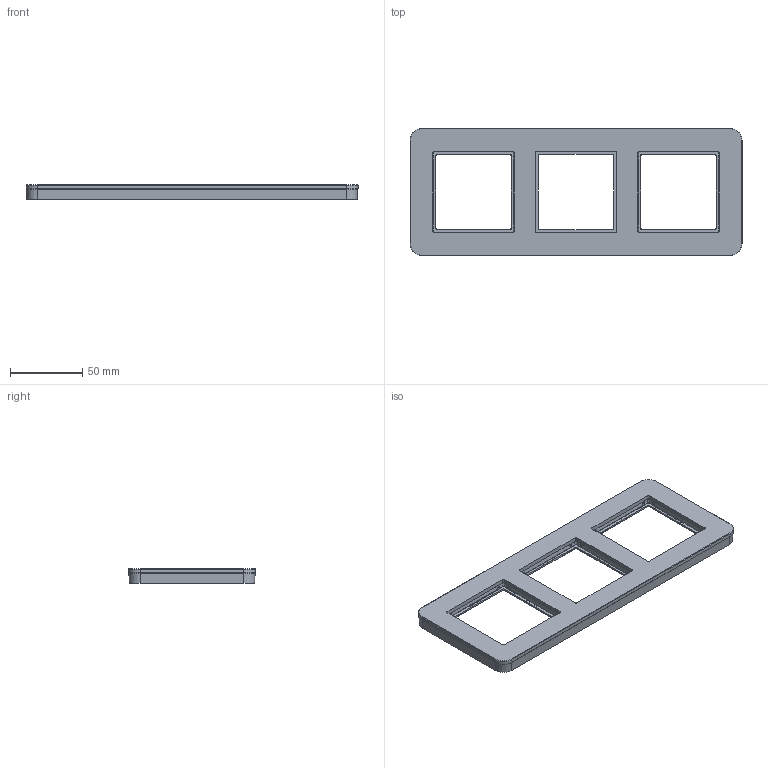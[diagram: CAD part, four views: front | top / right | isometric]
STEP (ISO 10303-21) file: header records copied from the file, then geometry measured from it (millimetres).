
FILE_DESCRIPTION((''),'2;1');
FILE_NAME('WAD9300GBM_ASM','2025-02-24T12:15:45',('andolfs'),(''),'CREO PARAMETRIC BY PTC INC, 2023154','CREO PARAMETRIC BY PTC INC, 2023154','');
FILE_SCHEMA(('CONFIG_CONTROL_DESIGN','SHAPE_APPEARANCE_LAYERS_GROUPS'));
Products named in the file (8): W4G0213_18; W4H0009_18; W1A2406_86; W1A2411_GP; 9204676000_KLEBEPAD; 9204677000_KLEBEPAD; W2A0578_00_ASM; WAD9300GBM_ASM
Assembly tree (8 placements, depth 3):
  WAD9300GBM_ASM
    W4G0213_18
    W2A0578_00_ASM
      W4H0009_18
      W1A2406_86
      W1A2411_GP
      9204676000_KLEBEPAD
      9204677000_KLEBEPAD  x2
Bounding box: 230 x 88 x 10 mm (x, y, z)
Volume: 61194.3 mm3; surface area: 72127.1 mm2
Topology: 5 solids, 5 shells, 2447 faces, 6483 edges, 4158 vertices
Faces by surface type: plane 923, extrusion 798, cylinder 278, bspline 200, cone 100, torus 88, sphere 48, revolution 12
Entity records: 137355 total; most frequent: CARTESIAN_POINT 42551, ORIENTED_EDGE 12870, PRESENTATION_STYLE_ASSIGNMENT 9544, STYLED_ITEM 9544, DIRECTION 9079, CURVE_STYLE 7149, EDGE_CURVE 6435, VECTOR 4289
